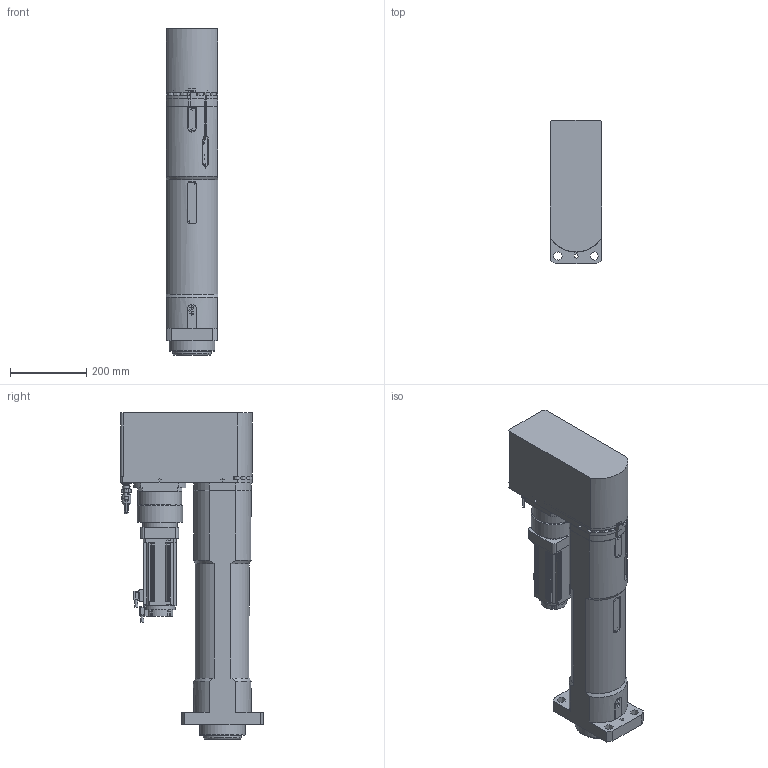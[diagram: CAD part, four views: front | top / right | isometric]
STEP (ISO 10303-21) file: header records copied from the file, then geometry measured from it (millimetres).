
FILE_DESCRIPTION(/* description */ (''),/* implementation_level */ '2;1');
FILE_NAME(/* name */ 'DPS-801R4H-20FB(DS-P014)_OUTLINE.stp',/* time_stamp */ '2014-10-17T15:26:59+09:00',/* author */ ('AkihiroKATO'),/* organization */ (''),/* preprocessor_version */ 'ST-DEVELOPER v15.6',/* originating_system */ 'Autodesk Inventor 2015',/* authorisation */ '');
FILE_SCHEMA (('AUTOMOTIVE_DESIGN { 1 0 10303 214 3 1 1 }'));
Length unit declared in the file: millimetre
Products named in the file (3): DPS-801R4H-20FB_OUTLINE; DS-P001-02+A_U; DPS-801R4H-20FB(DS-P014)_OUTLINE
Bounding box: 135 x 374.5 x 855 mm (x, y, z)
Volume: 22005553.3 mm3; surface area: 1181066 mm2
Topology: 3 solids, 5 shells, 1071 faces, 2703 edges, 1751 vertices
Faces by surface type: plane 579, cylinder 369, cone 68, bspline 38, torus 16, sphere 1
Full cylindrical faces by diameter (mm): 2.459 x2, 3.242 x7, 4 x1, 4.5 x4, 4.917 x10, 6 x1, 6.5 x4, 6.6 x4, 6.647 x8, 7 x4, 7.5 x4, 8 x4, 8.2 x1, 8.376 x4, 8.8 x4, 9 x4, 9.3 x1, 10 x1, 10.106 x6, 10.2 x1, 10.6 x1, 11 x4, 12 x2, 12.7 x1, 13 x1, 14 x2, 14.5 x1, 14.7 x1, 18 x7, 20.7 x1
Entity records: 34462 total; most frequent: CARTESIAN_POINT 7921, DIRECTION 5385, ORIENTED_EDGE 4992, EDGE_CURVE 2495, AXIS2_PLACEMENT_3D 1954, VERTEX_POINT 1703, LINE 1477, VECTOR 1477
